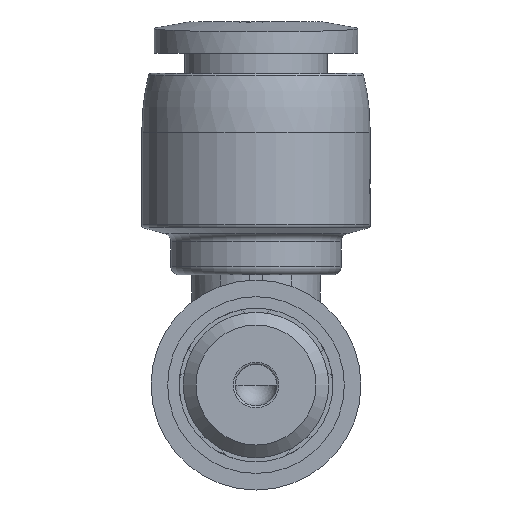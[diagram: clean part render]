
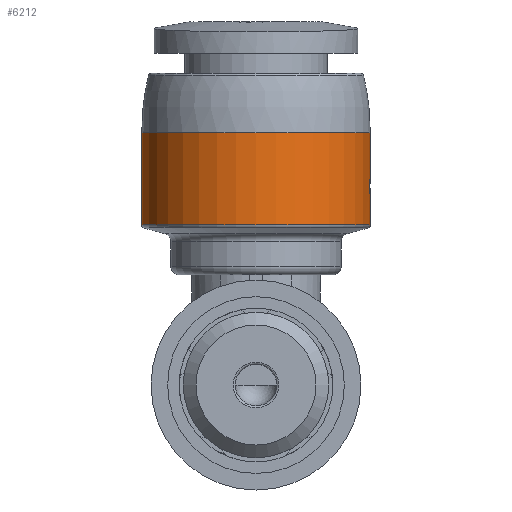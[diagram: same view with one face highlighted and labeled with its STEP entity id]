
A CAD part, front view. The second image highlights one B-rep face of the part: STEP entity #6212.
In plain terms, the highlighted cylindrical face has radius 5.5 mm (diameter 11 mm), a full revolution.
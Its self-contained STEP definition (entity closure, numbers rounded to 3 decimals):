
#47=ELLIPSE('',#6527,6.56,5.5);
#48=ELLIPSE('',#6529,6.56,5.5);
#61=B_SPLINE_CURVE_WITH_KNOTS('',3,(#8599,#8600,#8601,#8602,#8603),
 .UNSPECIFIED.,.F.,.F.,(4,1,4),(0.,0.,0.001),
 .UNSPECIFIED.);
#62=B_SPLINE_CURVE_WITH_KNOTS('',3,(#8608,#8609,#8610,#8611),
 .UNSPECIFIED.,.F.,.F.,(4,4),(0.,0.),
 .UNSPECIFIED.);
#63=B_SPLINE_CURVE_WITH_KNOTS('',3,(#8612,#8613,#8614,#8615),
 .UNSPECIFIED.,.F.,.F.,(4,4),(0.,0.),.UNSPECIFIED.);
#236=CYLINDRICAL_SURFACE('',#6523,5.5);
#343=CIRCLE('',#6517,5.5);
#347=CIRCLE('',#6524,5.5);
#348=CIRCLE('',#6525,5.5);
#349=CIRCLE('',#6526,5.5);
#350=CIRCLE('',#6528,5.5);
#351=CIRCLE('',#6530,5.5);
#352=CIRCLE('',#6531,5.5);
#353=CIRCLE('',#6532,5.5);
#649=ORIENTED_EDGE('',*,*,#2067,.F.);
#650=ORIENTED_EDGE('',*,*,#2068,.F.);
#651=ORIENTED_EDGE('',*,*,#2069,.F.);
#652=ORIENTED_EDGE('',*,*,#2070,.F.);
#653=ORIENTED_EDGE('',*,*,#2059,.F.);
#654=ORIENTED_EDGE('',*,*,#2071,.F.);
#655=ORIENTED_EDGE('',*,*,#2072,.F.);
#656=ORIENTED_EDGE('',*,*,#2073,.T.);
#657=ORIENTED_EDGE('',*,*,#2074,.T.);
#658=ORIENTED_EDGE('',*,*,#2075,.T.);
#659=ORIENTED_EDGE('',*,*,#2076,.T.);
#660=ORIENTED_EDGE('',*,*,#2077,.T.);
#661=ORIENTED_EDGE('',*,*,#2078,.T.);
#662=ORIENTED_EDGE('',*,*,#2079,.T.);
#663=ORIENTED_EDGE('',*,*,#2080,.T.);
#664=ORIENTED_EDGE('',*,*,#2081,.T.);
#665=ORIENTED_EDGE('',*,*,#2082,.T.);
#666=ORIENTED_EDGE('',*,*,#2083,.T.);
#667=ORIENTED_EDGE('',*,*,#2084,.T.);
#2059=EDGE_CURVE('',#2768,#2766,#343,.T.);
#2067=EDGE_CURVE('',#2775,#2775,#347,.T.);
#2068=EDGE_CURVE('',#2776,#2777,#61,.T.);
#2069=EDGE_CURVE('',#2778,#2776,#3238,.F.);
#2070=EDGE_CURVE('',#2766,#2778,#62,.T.);
#2071=EDGE_CURVE('',#2779,#2768,#63,.T.);
#2072=EDGE_CURVE('',#2777,#2779,#3239,.T.);
#2073=EDGE_CURVE('',#2780,#2781,#348,.T.);
#2074=EDGE_CURVE('',#2781,#2782,#3240,.T.);
#2075=EDGE_CURVE('',#2782,#2783,#349,.T.);
#2076=EDGE_CURVE('',#2783,#2784,#47,.T.);
#2077=EDGE_CURVE('',#2784,#2785,#350,.T.);
#2078=EDGE_CURVE('',#2785,#2786,#48,.T.);
#2079=EDGE_CURVE('',#2786,#2787,#3241,.T.);
#2080=EDGE_CURVE('',#2787,#2788,#351,.T.);
#2081=EDGE_CURVE('',#2788,#2789,#3242,.T.);
#2082=EDGE_CURVE('',#2789,#2790,#352,.T.);
#2083=EDGE_CURVE('',#2790,#2780,#3243,.F.);
#2084=EDGE_CURVE('',#2791,#2791,#353,.T.);
#2766=VERTEX_POINT('',#8563);
#2768=VERTEX_POINT('',#8567);
#2775=VERTEX_POINT('',#8598);
#2776=VERTEX_POINT('',#8604);
#2777=VERTEX_POINT('',#8605);
#2778=VERTEX_POINT('',#8607);
#2779=VERTEX_POINT('',#8616);
#2780=VERTEX_POINT('',#8619);
#2781=VERTEX_POINT('',#8620);
#2782=VERTEX_POINT('',#8622);
#2783=VERTEX_POINT('',#8624);
#2784=VERTEX_POINT('',#8626);
#2785=VERTEX_POINT('',#8628);
#2786=VERTEX_POINT('',#8630);
#2787=VERTEX_POINT('',#8632);
#2788=VERTEX_POINT('',#8634);
#2789=VERTEX_POINT('',#8636);
#2790=VERTEX_POINT('',#8638);
#2791=VERTEX_POINT('',#8641);
#3238=LINE('',#8606,#3510);
#3239=LINE('',#8617,#3511);
#3240=LINE('',#8621,#3512);
#3241=LINE('',#8631,#3513);
#3242=LINE('',#8635,#3514);
#3243=LINE('',#8639,#3515);
#3510=VECTOR('',#7146,1000.);
#3511=VECTOR('',#7147,1000.);
#3512=VECTOR('',#7150,1000.);
#3513=VECTOR('',#7159,1000.);
#3514=VECTOR('',#7162,1000.);
#3515=VECTOR('',#7165,1000.);
#3783=EDGE_LOOP('',(#649));
#3784=EDGE_LOOP('',(#650,#651,#652,#653,#654,#655));
#3785=EDGE_LOOP('',(#656,#657,#658,#659,#660,#661,#662,#663,#664,#665,#666));
#3786=EDGE_LOOP('',(#667));
#4121=FACE_BOUND('',#3783,.T.);
#4122=FACE_BOUND('',#3784,.T.);
#4123=FACE_BOUND('',#3785,.T.);
#4124=FACE_BOUND('',#3786,.T.);
#6212=ADVANCED_FACE('',(#4121,#4122,#4123,#4124),#236,.T.);
#6517=AXIS2_PLACEMENT_3D('',#8568,#7130,#7131);
#6523=AXIS2_PLACEMENT_3D('',#8596,#7142,#7143);
#6524=AXIS2_PLACEMENT_3D('',#8597,#7144,#7145);
#6525=AXIS2_PLACEMENT_3D('',#8618,#7148,#7149);
#6526=AXIS2_PLACEMENT_3D('',#8623,#7151,#7152);
#6527=AXIS2_PLACEMENT_3D('',#8625,#7153,#7154);
#6528=AXIS2_PLACEMENT_3D('',#8627,#7155,#7156);
#6529=AXIS2_PLACEMENT_3D('',#8629,#7157,#7158);
#6530=AXIS2_PLACEMENT_3D('',#8633,#7160,#7161);
#6531=AXIS2_PLACEMENT_3D('',#8637,#7163,#7164);
#6532=AXIS2_PLACEMENT_3D('',#8640,#7166,#7167);
#7130=DIRECTION('',(0.,0.,1.));
#7131=DIRECTION('',(1.,0.,0.));
#7142=DIRECTION('',(0.,0.,-1.));
#7143=DIRECTION('',(-1.,0.,0.));
#7144=DIRECTION('',(0.,0.,-1.));
#7145=DIRECTION('',(-1.,0.,0.));
#7146=DIRECTION('',(0.,0.,-1.));
#7147=DIRECTION('',(0.,0.,-1.));
#7148=DIRECTION('',(0.,0.,1.));
#7149=DIRECTION('',(1.,0.,0.));
#7150=DIRECTION('',(0.,0.,-1.));
#7151=DIRECTION('',(0.,0.,1.));
#7152=DIRECTION('',(1.,0.,0.));
#7153=DIRECTION('',(0.,-0.545,-0.838));
#7154=DIRECTION('',(0.,0.838,-0.545));
#7155=DIRECTION('',(0.,0.,1.));
#7156=DIRECTION('',(1.,0.,0.));
#7157=DIRECTION('',(0.,0.545,0.838));
#7158=DIRECTION('',(0.,0.838,-0.545));
#7159=DIRECTION('',(0.,0.,-1.));
#7160=DIRECTION('',(0.,0.,-1.));
#7161=DIRECTION('',(-1.,0.,0.));
#7162=DIRECTION('',(0.,0.,-1.));
#7163=DIRECTION('',(0.,0.,-1.));
#7164=DIRECTION('',(-1.,0.,0.));
#7165=DIRECTION('',(0.,0.,-1.));
#7166=DIRECTION('',(0.,0.,-1.));
#7167=DIRECTION('',(-1.,0.,0.));
#8563=CARTESIAN_POINT('',(-0.1,21.299,8.545));
#8567=CARTESIAN_POINT('',(0.1,21.299,8.545));
#8568=CARTESIAN_POINT('',(0.,15.8,8.545));
#8596=CARTESIAN_POINT('',(0.,15.8,5.3));
#8597=CARTESIAN_POINT('',(0.,15.8,7.706));
#8598=CARTESIAN_POINT('',(-5.5,15.8,7.706));
#8599=CARTESIAN_POINT('',(-0.25,21.294,10.495));
#8600=CARTESIAN_POINT('',(-0.25,21.294,10.627));
#8601=CARTESIAN_POINT('',(0.,21.306,10.863));
#8602=CARTESIAN_POINT('',(0.25,21.294,10.627));
#8603=CARTESIAN_POINT('',(0.25,21.294,10.495));
#8604=CARTESIAN_POINT('',(-0.25,21.294,10.495));
#8605=CARTESIAN_POINT('',(0.25,21.294,10.495));
#8606=CARTESIAN_POINT('',(-0.25,21.294,5.3));
#8607=CARTESIAN_POINT('',(-0.25,21.294,8.695));
#8608=CARTESIAN_POINT('',(-0.1,21.299,8.545));
#8609=CARTESIAN_POINT('',(-0.179,21.298,8.545));
#8610=CARTESIAN_POINT('',(-0.25,21.294,8.616));
#8611=CARTESIAN_POINT('',(-0.25,21.294,8.695));
#8612=CARTESIAN_POINT('',(0.25,21.294,8.695));
#8613=CARTESIAN_POINT('',(0.25,21.294,8.616));
#8614=CARTESIAN_POINT('',(0.179,21.298,8.545));
#8615=CARTESIAN_POINT('',(0.1,21.299,8.545));
#8616=CARTESIAN_POINT('',(0.25,21.294,8.695));
#8617=CARTESIAN_POINT('',(0.25,21.294,5.3));
#8618=CARTESIAN_POINT('',(0.,15.8,9.904));
#8619=CARTESIAN_POINT('',(5.445,15.025,9.904));
#8620=CARTESIAN_POINT('',(5.473,15.259,9.904));
#8621=CARTESIAN_POINT('',(5.473,15.259,5.3));
#8622=CARTESIAN_POINT('',(5.473,15.259,9.687));
#8623=CARTESIAN_POINT('',(0.,15.8,9.687));
#8624=CARTESIAN_POINT('',(5.471,16.361,9.687));
#8625=CARTESIAN_POINT('',(0.,15.8,10.052));
#8626=CARTESIAN_POINT('',(5.495,16.027,9.904));
#8627=CARTESIAN_POINT('',(0.,15.8,9.904));
#8628=CARTESIAN_POINT('',(5.471,16.361,9.904));
#8629=CARTESIAN_POINT('',(0.,15.8,10.269));
#8630=CARTESIAN_POINT('',(5.427,16.695,9.687));
#8631=CARTESIAN_POINT('',(5.427,16.695,5.3));
#8632=CARTESIAN_POINT('',(5.427,16.695,9.453));
#8633=CARTESIAN_POINT('',(0.,15.8,9.453));
#8634=CARTESIAN_POINT('',(5.473,15.259,9.453));
#8635=CARTESIAN_POINT('',(5.473,15.259,5.3));
#8636=CARTESIAN_POINT('',(5.473,15.259,9.236));
#8637=CARTESIAN_POINT('',(0.,15.8,9.236));
#8638=CARTESIAN_POINT('',(5.445,15.025,9.236));
#8639=CARTESIAN_POINT('',(5.445,15.025,5.3));
#8640=CARTESIAN_POINT('',(0.,15.8,12.15));
#8641=CARTESIAN_POINT('',(-5.5,15.8,12.15));
